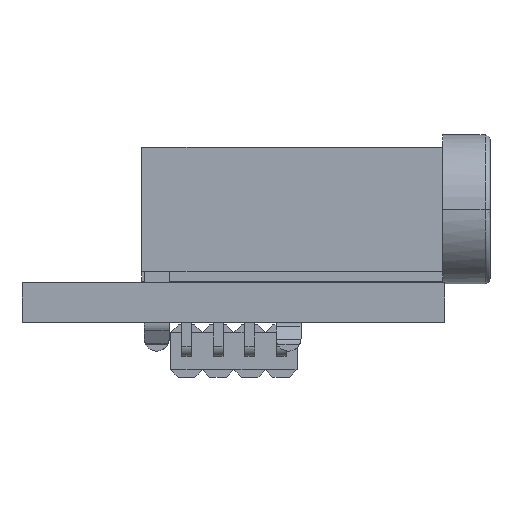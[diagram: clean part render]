
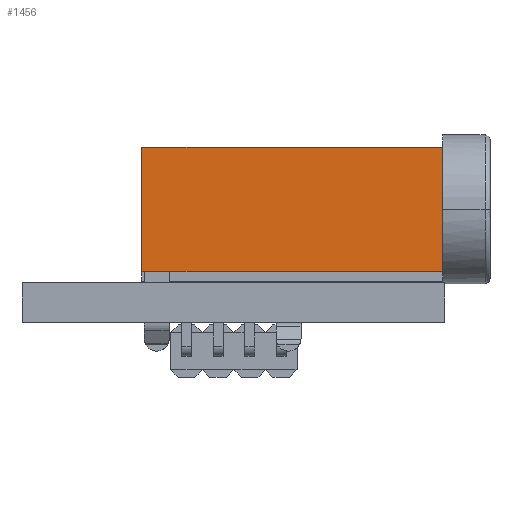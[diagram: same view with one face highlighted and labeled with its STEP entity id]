
A CAD part, front view. The second image highlights one B-rep face of the part: STEP entity #1456.
In plain terms, the highlighted free-form (B-spline) face has degree [1, 1] with [2, 2] control points.
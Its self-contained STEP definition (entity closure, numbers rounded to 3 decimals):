
#1001 = B_SPLINE_SURFACE_WITH_KNOTS('',1,1,(
    (#1002,#1003)
    ,(#1004,#1005
    )),.UNSPECIFIED.,.F.,.F.,.F.,(2,2),(2,2),(-7.2,0.),(
    0.,5.4),.PIECEWISE_BEZIER_KNOTS.);
#1002 = CARTESIAN_POINT('',(7.2,0.,-12.1));
#1003 = CARTESIAN_POINT('',(7.2,5.4,-12.1));
#1004 = CARTESIAN_POINT('',(0.,0.,-12.1));
#1005 = CARTESIAN_POINT('',(0.,5.4,-12.1));
#1125 = B_SPLINE_SURFACE_WITH_KNOTS('',1,1,(
    (#1126,#1127)
    ,(#1128,#1129
    )),.UNSPECIFIED.,.F.,.F.,.F.,(2,2),(2,2),(-2.832,
    0.),(0.,5.4),.PIECEWISE_BEZIER_KNOTS.);
#1126 = CARTESIAN_POINT('',(2.832,0.,0.));
#1127 = CARTESIAN_POINT('',(2.832,5.4,0.));
#1128 = CARTESIAN_POINT('',(0.,0.,0.));
#1129 = CARTESIAN_POINT('',(0.,5.4,0.));
#1456 = ADVANCED_FACE('',(#1457),#1470,.T.);
#1457 = FACE_BOUND('',#1458,.T.);
#1458 = EDGE_LOOP('',(#1459,#1486,#1511,#1531));
#1459 = ORIENTED_EDGE('',*,*,#1460,.T.);
#1460 = EDGE_CURVE('',#1461,#1463,#1465,.T.);
#1461 = VERTEX_POINT('',#1462);
#1462 = CARTESIAN_POINT('',(0.,5.4,-12.1));
#1463 = VERTEX_POINT('',#1464);
#1464 = CARTESIAN_POINT('',(0.,0.4,-12.1));
#1465 = SURFACE_CURVE('',#1466,(#1469,#1480),.PCURVE_S1.);
#1466 = B_SPLINE_CURVE_WITH_KNOTS('',1,(#1467,#1468),.UNSPECIFIED.,.F.,
  .F.,(2,2),(-5.4,-0.4),.PIECEWISE_BEZIER_KNOTS.);
#1467 = CARTESIAN_POINT('',(0.,5.4,-12.1));
#1468 = CARTESIAN_POINT('',(0.,0.4,-12.1));
#1469 = PCURVE('',#1470,#1475);
#1470 = B_SPLINE_SURFACE_WITH_KNOTS('',1,1,(
    (#1471,#1472)
    ,(#1473,#1474
    )),.UNSPECIFIED.,.F.,.F.,.F.,(2,2),(2,2),(-5.4,-0.4),(0.,12.1),
  .PIECEWISE_BEZIER_KNOTS.);
#1471 = CARTESIAN_POINT('',(0.,5.4,-12.1));
#1472 = CARTESIAN_POINT('',(0.,5.4,0.));
#1473 = CARTESIAN_POINT('',(0.,0.4,-12.1));
#1474 = CARTESIAN_POINT('',(0.,0.4,0.));
#1475 = DEFINITIONAL_REPRESENTATION('',(#1476),#1479);
#1476 = B_SPLINE_CURVE_WITH_KNOTS('',1,(#1477,#1478),.UNSPECIFIED.,.F.,
  .F.,(2,2),(-5.4,-0.4),.PIECEWISE_BEZIER_KNOTS.);
#1477 = CARTESIAN_POINT('',(-5.4,0.));
#1478 = CARTESIAN_POINT('',(-0.4,0.));
#1479 = ( GEOMETRIC_REPRESENTATION_CONTEXT(2) 
PARAMETRIC_REPRESENTATION_CONTEXT() REPRESENTATION_CONTEXT('2D SPACE',''
  ) );
#1480 = PCURVE('',#1001,#1481);
#1481 = DEFINITIONAL_REPRESENTATION('',(#1482),#1485);
#1482 = B_SPLINE_CURVE_WITH_KNOTS('',1,(#1483,#1484),.UNSPECIFIED.,.F.,
  .F.,(2,2),(-5.4,-0.4),.PIECEWISE_BEZIER_KNOTS.);
#1483 = CARTESIAN_POINT('',(0.,5.4));
#1484 = CARTESIAN_POINT('',(0.,0.4));
#1485 = ( GEOMETRIC_REPRESENTATION_CONTEXT(2) 
PARAMETRIC_REPRESENTATION_CONTEXT() REPRESENTATION_CONTEXT('2D SPACE',''
  ) );
#1486 = ORIENTED_EDGE('',*,*,#1487,.F.);
#1487 = EDGE_CURVE('',#1488,#1463,#1490,.T.);
#1488 = VERTEX_POINT('',#1489);
#1489 = CARTESIAN_POINT('',(0.,0.4,0.));
#1490 = SURFACE_CURVE('',#1491,(#1494,#1500),.PCURVE_S1.);
#1491 = B_SPLINE_CURVE_WITH_KNOTS('',1,(#1492,#1493),.UNSPECIFIED.,.F.,
  .F.,(2,2),(0.,12.1),.PIECEWISE_BEZIER_KNOTS.);
#1492 = CARTESIAN_POINT('',(0.,0.4,0.));
#1493 = CARTESIAN_POINT('',(0.,0.4,-12.1));
#1494 = PCURVE('',#1470,#1495);
#1495 = DEFINITIONAL_REPRESENTATION('',(#1496),#1499);
#1496 = B_SPLINE_CURVE_WITH_KNOTS('',1,(#1497,#1498),.UNSPECIFIED.,.F.,
  .F.,(2,2),(0.,12.1),.PIECEWISE_BEZIER_KNOTS.);
#1497 = CARTESIAN_POINT('',(-0.4,12.1));
#1498 = CARTESIAN_POINT('',(-0.4,0.));
#1499 = ( GEOMETRIC_REPRESENTATION_CONTEXT(2) 
PARAMETRIC_REPRESENTATION_CONTEXT() REPRESENTATION_CONTEXT('2D SPACE',''
  ) );
#1500 = PCURVE('',#1501,#1506);
#1501 = B_SPLINE_SURFACE_WITH_KNOTS('',1,1,(
    (#1502,#1503)
    ,(#1504,#1505
    )),.UNSPECIFIED.,.F.,.F.,.F.,(2,2),(2,2),(-12.1,0.),(
    0.,1.1),.PIECEWISE_BEZIER_KNOTS.);
#1502 = CARTESIAN_POINT('',(0.,0.4,0.));
#1503 = CARTESIAN_POINT('',(1.1,0.4,0.));
#1504 = CARTESIAN_POINT('',(0.,0.4,-12.1));
#1505 = CARTESIAN_POINT('',(1.1,0.4,-12.1));
#1506 = DEFINITIONAL_REPRESENTATION('',(#1507),#1510);
#1507 = B_SPLINE_CURVE_WITH_KNOTS('',1,(#1508,#1509),.UNSPECIFIED.,.F.,
  .F.,(2,2),(0.,12.1),.PIECEWISE_BEZIER_KNOTS.);
#1508 = CARTESIAN_POINT('',(-12.1,0.));
#1509 = CARTESIAN_POINT('',(0.,0.));
#1510 = ( GEOMETRIC_REPRESENTATION_CONTEXT(2) 
PARAMETRIC_REPRESENTATION_CONTEXT() REPRESENTATION_CONTEXT('2D SPACE',''
  ) );
#1511 = ORIENTED_EDGE('',*,*,#1512,.F.);
#1512 = EDGE_CURVE('',#1513,#1488,#1515,.T.);
#1513 = VERTEX_POINT('',#1514);
#1514 = CARTESIAN_POINT('',(0.,5.4,0.));
#1515 = SURFACE_CURVE('',#1516,(#1519,#1525),.PCURVE_S1.);
#1516 = B_SPLINE_CURVE_WITH_KNOTS('',1,(#1517,#1518),.UNSPECIFIED.,.F.,
  .F.,(2,2),(-5.4,-0.4),.PIECEWISE_BEZIER_KNOTS.);
#1517 = CARTESIAN_POINT('',(0.,5.4,0.));
#1518 = CARTESIAN_POINT('',(0.,0.4,0.));
#1519 = PCURVE('',#1470,#1520);
#1520 = DEFINITIONAL_REPRESENTATION('',(#1521),#1524);
#1521 = B_SPLINE_CURVE_WITH_KNOTS('',1,(#1522,#1523),.UNSPECIFIED.,.F.,
  .F.,(2,2),(-5.4,-0.4),.PIECEWISE_BEZIER_KNOTS.);
#1522 = CARTESIAN_POINT('',(-5.4,12.1));
#1523 = CARTESIAN_POINT('',(-0.4,12.1));
#1524 = ( GEOMETRIC_REPRESENTATION_CONTEXT(2) 
PARAMETRIC_REPRESENTATION_CONTEXT() REPRESENTATION_CONTEXT('2D SPACE',''
  ) );
#1525 = PCURVE('',#1125,#1526);
#1526 = DEFINITIONAL_REPRESENTATION('',(#1527),#1530);
#1527 = B_SPLINE_CURVE_WITH_KNOTS('',1,(#1528,#1529),.UNSPECIFIED.,.F.,
  .F.,(2,2),(-5.4,-0.4),.PIECEWISE_BEZIER_KNOTS.);
#1528 = CARTESIAN_POINT('',(0.,5.4));
#1529 = CARTESIAN_POINT('',(0.,0.4));
#1530 = ( GEOMETRIC_REPRESENTATION_CONTEXT(2) 
PARAMETRIC_REPRESENTATION_CONTEXT() REPRESENTATION_CONTEXT('2D SPACE',''
  ) );
#1531 = ORIENTED_EDGE('',*,*,#1532,.F.);
#1532 = EDGE_CURVE('',#1461,#1513,#1533,.T.);
#1533 = SURFACE_CURVE('',#1534,(#1537,#1543),.PCURVE_S1.);
#1534 = B_SPLINE_CURVE_WITH_KNOTS('',1,(#1535,#1536),.UNSPECIFIED.,.F.,
  .F.,(2,2),(0.,12.1),.PIECEWISE_BEZIER_KNOTS.);
#1535 = CARTESIAN_POINT('',(0.,5.4,-12.1));
#1536 = CARTESIAN_POINT('',(0.,5.4,0.));
#1537 = PCURVE('',#1470,#1538);
#1538 = DEFINITIONAL_REPRESENTATION('',(#1539),#1542);
#1539 = B_SPLINE_CURVE_WITH_KNOTS('',1,(#1540,#1541),.UNSPECIFIED.,.F.,
  .F.,(2,2),(0.,12.1),.PIECEWISE_BEZIER_KNOTS.);
#1540 = CARTESIAN_POINT('',(-5.4,0.));
#1541 = CARTESIAN_POINT('',(-5.4,12.1));
#1542 = ( GEOMETRIC_REPRESENTATION_CONTEXT(2) 
PARAMETRIC_REPRESENTATION_CONTEXT() REPRESENTATION_CONTEXT('2D SPACE',''
  ) );
#1543 = PCURVE('',#1544,#1549);
#1544 = B_SPLINE_SURFACE_WITH_KNOTS('',1,1,(
    (#1545,#1546)
    ,(#1547,#1548
    )),.UNSPECIFIED.,.F.,.F.,.F.,(2,2),(2,2),(0.,12.1),(0.,7.2),
  .PIECEWISE_BEZIER_KNOTS.);
#1545 = CARTESIAN_POINT('',(0.,5.4,-12.1));
#1546 = CARTESIAN_POINT('',(7.2,5.4,-12.1));
#1547 = CARTESIAN_POINT('',(0.,5.4,0.));
#1548 = CARTESIAN_POINT('',(7.2,5.4,0.));
#1549 = DEFINITIONAL_REPRESENTATION('',(#1550),#1553);
#1550 = B_SPLINE_CURVE_WITH_KNOTS('',1,(#1551,#1552),.UNSPECIFIED.,.F.,
  .F.,(2,2),(0.,12.1),.PIECEWISE_BEZIER_KNOTS.);
#1551 = CARTESIAN_POINT('',(0.,0.));
#1552 = CARTESIAN_POINT('',(12.1,0.));
#1553 = ( GEOMETRIC_REPRESENTATION_CONTEXT(2) 
PARAMETRIC_REPRESENTATION_CONTEXT() REPRESENTATION_CONTEXT('2D SPACE',''
  ) );
